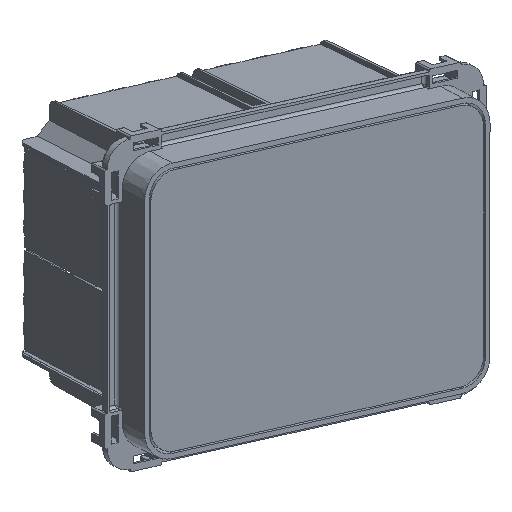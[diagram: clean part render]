
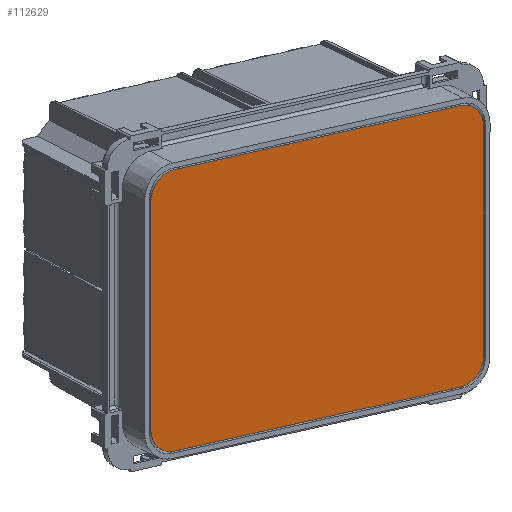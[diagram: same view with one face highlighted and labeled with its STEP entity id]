
A CAD part, top view. The second image highlights one B-rep face of the part: STEP entity #112629.
In plain terms, the highlighted face is planar.
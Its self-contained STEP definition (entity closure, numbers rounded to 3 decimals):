
#112361=CARTESIAN_POINT('Vertex',(-36.75,-60.25,6.)) ;
#112375=CARTESIAN_POINT('Vertex',(36.75,-60.25,6.)) ;
#112378=CARTESIAN_POINT('Line Origine',(0.,-60.25,6.)) ;
#112406=CARTESIAN_POINT('Vertex',(45.25,-51.75,6.)) ;
#112409=CARTESIAN_POINT('Axis2P3D Location',(36.75,-51.75,6.)) ;
#112437=CARTESIAN_POINT('Vertex',(45.25,51.75,6.)) ;
#112440=CARTESIAN_POINT('Line Origine',(45.25,0.,6.)) ;
#112468=CARTESIAN_POINT('Vertex',(36.75,60.25,6.)) ;
#112471=CARTESIAN_POINT('Axis2P3D Location',(36.75,51.75,6.)) ;
#112499=CARTESIAN_POINT('Vertex',(-36.75,60.25,6.)) ;
#112502=CARTESIAN_POINT('Line Origine',(0.,60.25,6.)) ;
#112530=CARTESIAN_POINT('Vertex',(-45.25,51.75,6.)) ;
#112533=CARTESIAN_POINT('Axis2P3D Location',(-36.75,51.75,6.)) ;
#112561=CARTESIAN_POINT('Vertex',(-45.25,-51.75,6.)) ;
#112564=CARTESIAN_POINT('Line Origine',(-45.25,0.,6.)) ;
#112586=CARTESIAN_POINT('Axis2P3D Location',(-36.75,-51.75,6.)) ;
#112614=CARTESIAN_POINT('Axis2P3D Location',(0.,0.,6.)) ;
#112379=DIRECTION('Vector Direction',(1.,0.,0.)) ;
#112410=DIRECTION('Axis2P3D Direction',(0.,0.,1.)) ;
#112441=DIRECTION('Vector Direction',(0.,1.,0.)) ;
#112472=DIRECTION('Axis2P3D Direction',(0.,0.,1.)) ;
#112503=DIRECTION('Vector Direction',(1.,0.,0.)) ;
#112534=DIRECTION('Axis2P3D Direction',(0.,0.,1.)) ;
#112565=DIRECTION('Vector Direction',(0.,1.,0.)) ;
#112587=DIRECTION('Axis2P3D Direction',(0.,0.,1.)) ;
#112615=DIRECTION('Axis2P3D Direction',(0.,0.,1.)) ;
#112616=DIRECTION('Axis2P3D XDirection',(1.,0.,0.)) ;
#112411=AXIS2_PLACEMENT_3D('Circle Axis2P3D',#112409,#112410,$) ;
#112473=AXIS2_PLACEMENT_3D('Circle Axis2P3D',#112471,#112472,$) ;
#112535=AXIS2_PLACEMENT_3D('Circle Axis2P3D',#112533,#112534,$) ;
#112588=AXIS2_PLACEMENT_3D('Circle Axis2P3D',#112586,#112587,$) ;
#112617=AXIS2_PLACEMENT_3D('Plane Axis2P3D',#112614,#112615,#112616) ;
#112620=ORIENTED_EDGE('',*,*,#112382,.T.) ;
#112621=ORIENTED_EDGE('',*,*,#112413,.T.) ;
#112622=ORIENTED_EDGE('',*,*,#112444,.T.) ;
#112623=ORIENTED_EDGE('',*,*,#112475,.T.) ;
#112624=ORIENTED_EDGE('',*,*,#112506,.T.) ;
#112625=ORIENTED_EDGE('',*,*,#112537,.T.) ;
#112626=ORIENTED_EDGE('',*,*,#112568,.T.) ;
#112627=ORIENTED_EDGE('',*,*,#112590,.T.) ;
#112380=VECTOR('Line Direction',#112379,1.) ;
#112442=VECTOR('Line Direction',#112441,1.) ;
#112504=VECTOR('Line Direction',#112503,1.) ;
#112566=VECTOR('Line Direction',#112565,1.) ;
#112629=ADVANCED_FACE('PartBody',(#112628),#112618,.T.) ;
#112412=CIRCLE('generated circle',#112411,8.5) ;
#112474=CIRCLE('generated circle',#112473,8.5) ;
#112536=CIRCLE('generated circle',#112535,8.5) ;
#112589=CIRCLE('generated circle',#112588,8.5) ;
#112382=EDGE_CURVE('',#112362,#112376,#112381,.T.) ;
#112413=EDGE_CURVE('',#112376,#112407,#112412,.T.) ;
#112444=EDGE_CURVE('',#112407,#112438,#112443,.T.) ;
#112475=EDGE_CURVE('',#112438,#112469,#112474,.T.) ;
#112506=EDGE_CURVE('',#112469,#112500,#112505,.F.) ;
#112537=EDGE_CURVE('',#112500,#112531,#112536,.T.) ;
#112568=EDGE_CURVE('',#112531,#112562,#112567,.F.) ;
#112590=EDGE_CURVE('',#112562,#112362,#112589,.T.) ;
#112619=EDGE_LOOP('',(#112620,#112621,#112622,#112623,#112624,#112625,#112626,#112627)) ;
#112628=FACE_OUTER_BOUND('',#112619,.T.) ;
#112381=LINE('Line',#112378,#112380) ;
#112443=LINE('Line',#112440,#112442) ;
#112505=LINE('Line',#112502,#112504) ;
#112567=LINE('Line',#112564,#112566) ;
#112618=PLANE('',#112617) ;
#112362=VERTEX_POINT('',#112361) ;
#112376=VERTEX_POINT('',#112375) ;
#112407=VERTEX_POINT('',#112406) ;
#112438=VERTEX_POINT('',#112437) ;
#112469=VERTEX_POINT('',#112468) ;
#112500=VERTEX_POINT('',#112499) ;
#112531=VERTEX_POINT('',#112530) ;
#112562=VERTEX_POINT('',#112561) ;
